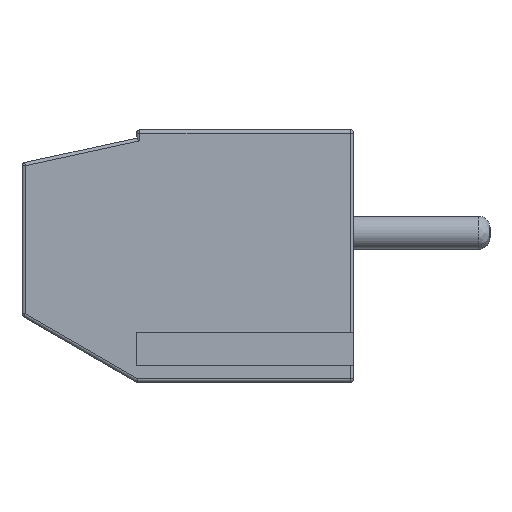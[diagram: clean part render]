
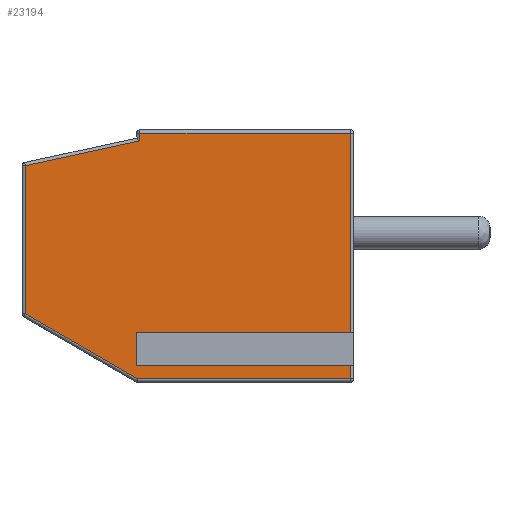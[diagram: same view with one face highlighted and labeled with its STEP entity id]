
A CAD part, left-side view. The second image highlights one B-rep face of the part: STEP entity #23194.
In plain terms, the highlighted planar face has unit normal (-1, 0, 0).
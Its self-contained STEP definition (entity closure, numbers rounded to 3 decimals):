
#63=DIRECTION('',(0.,0.,-1.));
#64=VECTOR('',#63,0.231);
#65=CARTESIAN_POINT('',(-27.5,1.45,3.));
#66=LINE('',#65,#64);
#71=DIRECTION('',(0.,1.,0.));
#72=VECTOR('',#71,6.35);
#73=CARTESIAN_POINT('',(-27.5,-4.9,3.));
#74=LINE('',#73,#72);
#78=DIRECTION('',(0.,0.,1.));
#79=VECTOR('',#78,6.186);
#80=CARTESIAN_POINT('',(-27.5,-4.9,-3.186));
#81=LINE('',#80,#79);
#85=DIRECTION('',(0.,1.,0.));
#86=VECTOR('',#85,6.45);
#87=CARTESIAN_POINT('',(-27.5,-4.9,-3.186));
#88=LINE('',#87,#86);
#92=DIRECTION('',(0.,0.,-1.));
#93=VECTOR('',#92,0.628);
#94=CARTESIAN_POINT('',(-27.5,1.55,-3.186));
#95=LINE('',#94,#93);
#99=DIRECTION('',(0.,1.,0.));
#100=VECTOR('',#99,6.45);
#101=CARTESIAN_POINT('',(-27.5,-4.9,-3.814));
#102=LINE('',#101,#100);
#106=DIRECTION('',(0.,0.,1.));
#107=VECTOR('',#106,0.586);
#108=CARTESIAN_POINT('',(-27.5,-4.9,-4.4));
#109=LINE('',#108,#107);
#113=DIRECTION('',(0.,-1.,0.));
#114=VECTOR('',#113,6.423);
#115=CARTESIAN_POINT('',(-27.5,1.523,-4.4));
#116=LINE('',#115,#114);
#120=DIRECTION('',(0.,-0.865,-0.502));
#121=VECTOR('',#120,3.903);
#122=CARTESIAN_POINT('',(-27.5,4.9,-2.442));
#123=LINE('',#122,#121);
#127=DIRECTION('',(0.,0.,-1.));
#128=VECTOR('',#127,4.462);
#129=CARTESIAN_POINT('',(-27.5,4.9,2.019));
#130=LINE('',#129,#128);
#134=DIRECTION('',(0.,0.977,-0.212));
#135=VECTOR('',#134,3.531);
#136=CARTESIAN_POINT('',(-27.5,1.45,2.769));
#137=LINE('',#136,#135);
#9452=CARTESIAN_POINT('',(-27.5,-4.9,-3.186));
#20713=CARTESIAN_POINT('',(-27.5,1.45,3.));
#20714=CARTESIAN_POINT('',(-27.5,1.45,2.769));
#20715=VERTEX_POINT('',#20713);
#20716=VERTEX_POINT('',#20714);
#20717=CARTESIAN_POINT('',(-27.5,4.9,2.019));
#20718=VERTEX_POINT('',#20717);
#20723=CARTESIAN_POINT('',(-27.5,4.9,-2.442));
#20724=VERTEX_POINT('',#20723);
#20729=CARTESIAN_POINT('',(-27.5,1.523,-4.4));
#20730=VERTEX_POINT('',#20729);
#20735=CARTESIAN_POINT('',(-27.5,-4.9,-4.4));
#20736=VERTEX_POINT('',#20735);
#20741=CARTESIAN_POINT('',(-27.5,-4.9,-3.814));
#20742=VERTEX_POINT('',#20741);
#20745=CARTESIAN_POINT('',(-27.5,-4.9,3.));
#20746=VERTEX_POINT('',#20745);
#20794=VERTEX_POINT('',#9452);
#20835=CARTESIAN_POINT('',(-27.5,1.55,-3.186));
#20836=CARTESIAN_POINT('',(-27.5,1.55,-3.814));
#20837=VERTEX_POINT('',#20835);
#20838=VERTEX_POINT('',#20836);
#23165=CARTESIAN_POINT('',(-27.5,0.,0.));
#23166=DIRECTION('',(1.,0.,0.));
#23167=DIRECTION('',(0.,-1.,0.));
#23168=AXIS2_PLACEMENT_3D('',#23165,#23166,#23167);
#23169=PLANE('',#23168);
#23171=ORIENTED_EDGE('',*,*,#23170,.F.);
#23173=ORIENTED_EDGE('',*,*,#23172,.F.);
#23175=ORIENTED_EDGE('',*,*,#23174,.F.);
#23177=ORIENTED_EDGE('',*,*,#23176,.T.);
#23179=ORIENTED_EDGE('',*,*,#23178,.T.);
#23181=ORIENTED_EDGE('',*,*,#23180,.F.);
#23183=ORIENTED_EDGE('',*,*,#23182,.F.);
#23185=ORIENTED_EDGE('',*,*,#23184,.F.);
#23187=ORIENTED_EDGE('',*,*,#23186,.F.);
#23189=ORIENTED_EDGE('',*,*,#23188,.F.);
#23191=ORIENTED_EDGE('',*,*,#23190,.F.);
#23192=EDGE_LOOP('',(#23171,#23173,#23175,#23177,#23179,#23181,#23183,#23185,
#23187,#23189,#23191));
#23193=FACE_OUTER_BOUND('',#23192,.F.);
#23194=ADVANCED_FACE('',(#23193),#23169,.F.);
#23170=EDGE_CURVE('',#20715,#20716,#66,.T.);
#23172=EDGE_CURVE('',#20746,#20715,#74,.T.);
#23174=EDGE_CURVE('',#20794,#20746,#81,.T.);
#23176=EDGE_CURVE('',#20794,#20837,#88,.T.);
#23178=EDGE_CURVE('',#20837,#20838,#95,.T.);
#23180=EDGE_CURVE('',#20742,#20838,#102,.T.);
#23182=EDGE_CURVE('',#20736,#20742,#109,.T.);
#23184=EDGE_CURVE('',#20730,#20736,#116,.T.);
#23186=EDGE_CURVE('',#20724,#20730,#123,.T.);
#23188=EDGE_CURVE('',#20718,#20724,#130,.T.);
#23190=EDGE_CURVE('',#20716,#20718,#137,.T.);
